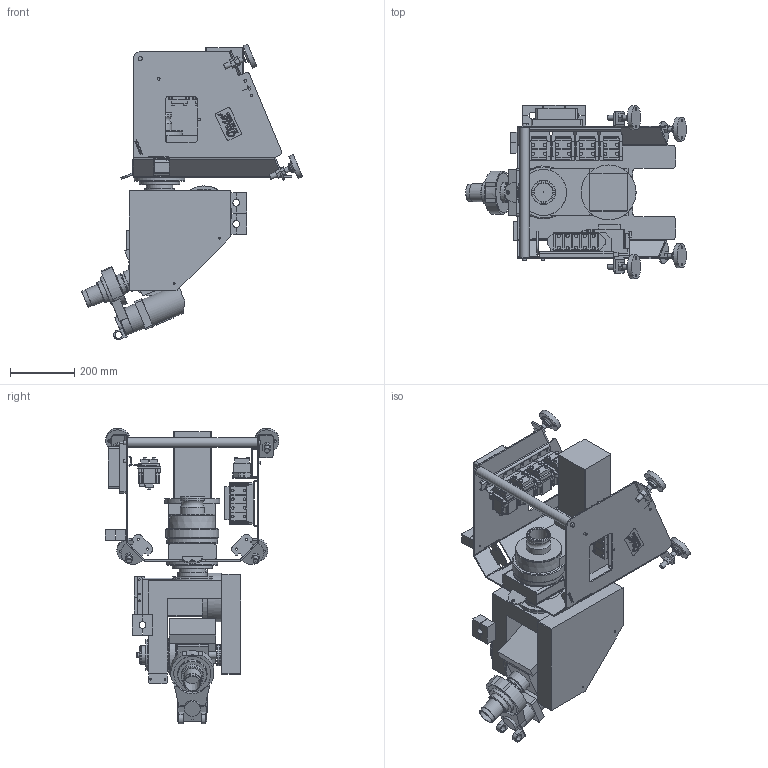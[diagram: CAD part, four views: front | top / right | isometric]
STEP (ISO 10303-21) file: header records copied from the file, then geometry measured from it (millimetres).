
FILE_DESCRIPTION(/* description */ (''),/* implementation_level */ '2;1');
FILE_NAME(/* name */ '34322 MDD_3D_relaunch.stp',/* time_stamp */ '2018-07-17T09:36:08+02:00',/* author */ ('guzb562'),/* organization */ (''),/* preprocessor_version */ 'ST-DEVELOPER v17',/* originating_system */ 'Autodesk Inventor 2018',/* authorisation */ '');
FILE_SCHEMA (('AUTOMOTIVE_DESIGN { 1 0 10303 214 3 1 1 }'));
Products named in the file (1): MDD_2D_relaunch
Bounding box: 688.35 x 542.07 x 922.2 mm (x, y, z)
Volume: 35429256 mm3; surface area: 2897364.4 mm2
Topology: 17 solids, 50 shells, 2134 faces, 5799 edges, 3823 vertices
Faces by surface type: plane 1502, cylinder 449, bspline 94, cone 84, torus 5
Full cylindrical faces by diameter (mm): 2.75 x1, 4.4 x1, 5 x6, 5.2 x26, 5.6 x2, 6 x2, 6.6 x8, 6.8 x4, 7.774 x8, 8.109 x8, 8.5 x2, 8.6 x2, 9 x1, 9.461 x8, 9.478 x2, 9.912 x2, 10 x11, 10.308 x16, 10.856 x1, 11 x1, 13 x2, 15.644 x1, 16.061 x4, 16.127 x4, 22 x2, 22.844 x1, 30 x1, 50 x1, 52.932 x1, 55.945 x1
Entity records: 70388 total; most frequent: CARTESIAN_POINT 15536, ORIENTED_EDGE 11590, DIRECTION 11059, EDGE_CURVE 5795, LINE 4209, VECTOR 4209, VERTEX_POINT 3823, AXIS2_PLACEMENT_3D 3425
